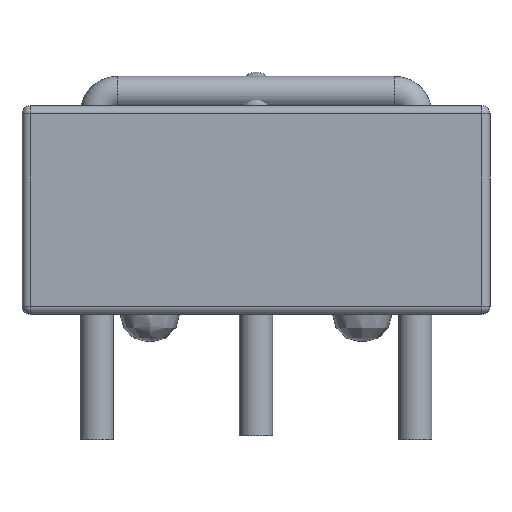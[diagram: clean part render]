
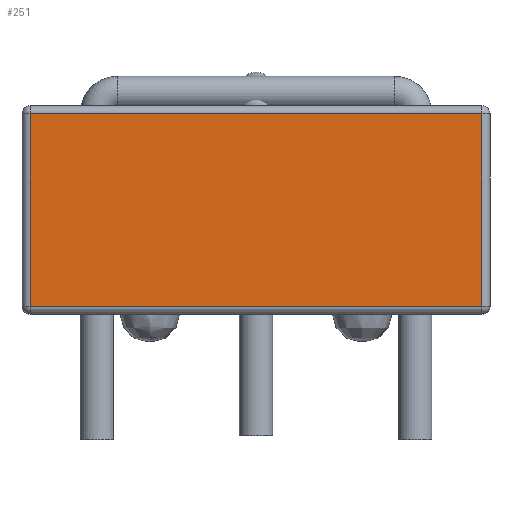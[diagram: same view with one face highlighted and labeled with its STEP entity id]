
A CAD part, left-side view. The second image highlights one B-rep face of the part: STEP entity #251.
In plain terms, the highlighted planar face has unit normal (-1, 0, 0).
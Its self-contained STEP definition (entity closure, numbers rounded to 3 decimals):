
#251 = ADVANCED_FACE( '', ( #597 ), #598, .F. );
#597 = FACE_OUTER_BOUND( '', #1045, .T. );
#598 = PLANE( '', #1046 );
#1045 = EDGE_LOOP( '', ( #1660, #1661, #1662, #1663 ) );
#1046 = AXIS2_PLACEMENT_3D( '', #1664, #1665, #1666 );
#1660 = ORIENTED_EDGE( '', *, *, #2000, .T. );
#1661 = ORIENTED_EDGE( '', *, *, #1923, .T. );
#1662 = ORIENTED_EDGE( '', *, *, #1837, .T. );
#1663 = ORIENTED_EDGE( '', *, *, #1895, .T. );
#1664 = CARTESIAN_POINT( '', ( -5.6, 5.6, 5. ) );
#1665 = DIRECTION( '', ( 1., 0., 0. ) );
#1666 = DIRECTION( '', ( 0., 0., -1. ) );
#1837 = EDGE_CURVE( '', #2066, #2045, #2067, .F. );
#1895 = EDGE_CURVE( '', #2045, #2158, #2160, .F. );
#1923 = EDGE_CURVE( '', #2194, #2066, #2208, .T. );
#2000 = EDGE_CURVE( '', #2158, #2194, #2316, .T. );
#2045 = VERTEX_POINT( '', #2362 );
#2066 = VERTEX_POINT( '', #2383 );
#2067 = LINE( '', #2384, #2385 );
#2158 = VERTEX_POINT( '', #2488 );
#2160 = LINE( '', #2490, #2491 );
#2194 = VERTEX_POINT( '', #2528 );
#2208 = LINE( '', #2542, #2543 );
#2316 = LINE( '', #2655, #2656 );
#2362 = CARTESIAN_POINT( '', ( -5.6, -5.4, 4.8 ) );
#2383 = CARTESIAN_POINT( '', ( -5.6, -5.4, 0.2 ) );
#2384 = CARTESIAN_POINT( '', ( -5.6, -5.4, 5. ) );
#2385 = VECTOR( '', #2730, 1000. );
#2488 = CARTESIAN_POINT( '', ( -5.6, 5.4, 4.8 ) );
#2490 = CARTESIAN_POINT( '', ( -5.6, 5.6, 4.8 ) );
#2491 = VECTOR( '', #2824, 1000. );
#2528 = CARTESIAN_POINT( '', ( -5.6, 5.4, 0.2 ) );
#2542 = CARTESIAN_POINT( '', ( -5.6, 5.6, 0.2 ) );
#2543 = VECTOR( '', #2885, 1000. );
#2655 = CARTESIAN_POINT( '', ( -5.6, 5.4, 5. ) );
#2656 = VECTOR( '', #3004, 1000. );
#2730 = DIRECTION( '', ( 0., 0., -1. ) );
#2824 = DIRECTION( '', ( 0., -1., 0. ) );
#2885 = DIRECTION( '', ( 0., -1., 0. ) );
#3004 = DIRECTION( '', ( 0., 0., -1. ) );
